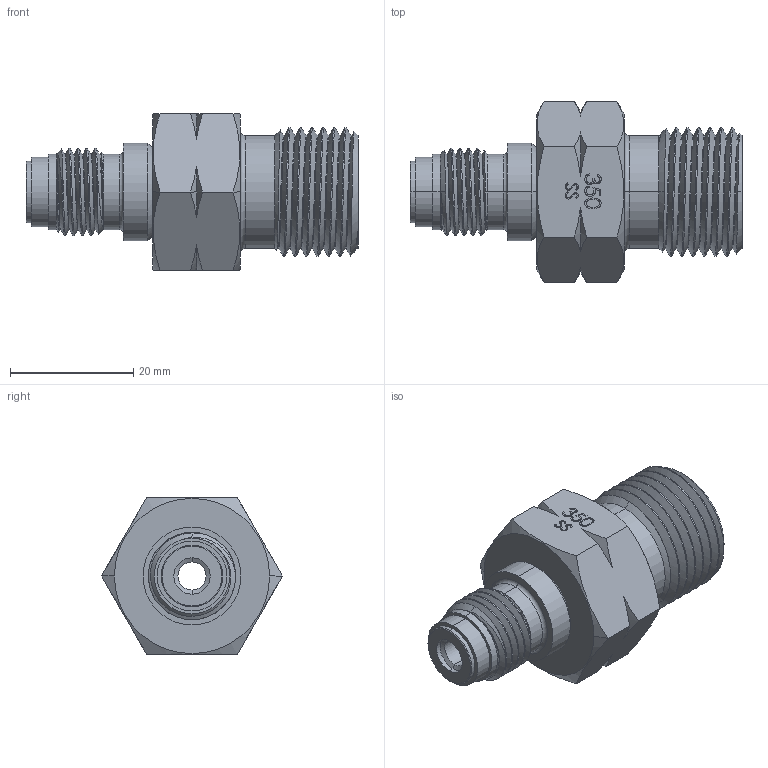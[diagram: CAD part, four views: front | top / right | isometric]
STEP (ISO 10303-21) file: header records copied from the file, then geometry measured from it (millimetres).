
FILE_DESCRIPTION (( 'STEP AP203' ), '1' );
FILE_NAME ('AD-350MSS-4MFS.STEP', '2025-08-01T15:36:54', ( '' ), ( '' ), 'SwSTEP 2.0', 'SolidWorks 2018', '' );
FILE_SCHEMA (( 'CONFIG_CONTROL_DESIGN' ));
Length unit declared in the file: inch
Products named in the file (3): AD-350MSS-4MFS; PRT-000880; PRT-001202
Assembly tree (2 placements, depth 2):
  AD-350MSS-4MFS
    PRT-000880
    PRT-001202
Bounding box: 53.78 x 29.33 x 25.4 mm (x, y, z)
Volume: 13628.3 mm3; surface area: 7568.4 mm2
Topology: 2 solids, 2 shells, 157 faces, 463 edges, 320 vertices
Faces by surface type: cylinder 65, cone 55, plane 21, torus 8, bspline 8
Entity records: 12743 total; most frequent: CARTESIAN_POINT 8700, ORIENTED_EDGE 926, DIRECTION 620, EDGE_CURVE 463, VERTEX_POINT 320, AXIS2_PLACEMENT_3D 244, EDGE_LOOP 171, B_SPLINE_CURVE_WITH_KNOTS 162
